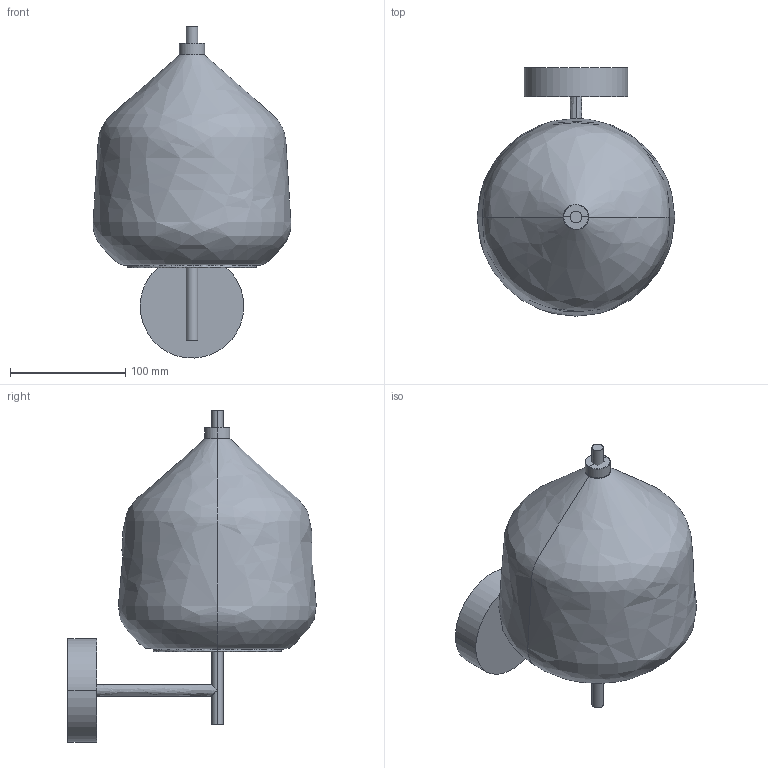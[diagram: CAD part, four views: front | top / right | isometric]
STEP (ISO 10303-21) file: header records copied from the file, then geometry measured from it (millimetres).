
FILE_DESCRIPTION(/* description */ (''),/* implementation_level */ '2;1');
FILE_NAME(/* name */ '174411~1',/* time_stamp */ '2020-05-19T15:33:54+02:00',/* author */ (''),/* organization */ (''),/* preprocessor_version */ 'ST-DEVELOPER v15',/* originating_system */ '',/* authorisation */ '');
FILE_SCHEMA (('AUTOMOTIVE_DESIGN'));
Length unit declared in the file: millimetre
Products named in the file (1): Document
Bounding box: 171.94 x 215.95 x 288.67 mm (x, y, z)
Volume: 165302.8 mm3; surface area: 283370.7 mm2
Topology: 3 solids, 7 shells, 43 faces, 92 edges, 52 vertices
Faces by surface type: bspline 38, plane 5
Entity records: 1931 total; most frequent: CARTESIAN_POINT 1358, ORIENTED_EDGE 160, EDGE_CURVE 88, VERTEX_POINT 52, ADVANCED_FACE 43, FACE_OUTER_BOUND 43, EDGE_LOOP 43, B_SPLINE_CURVE_WITH_KNOTS 24
